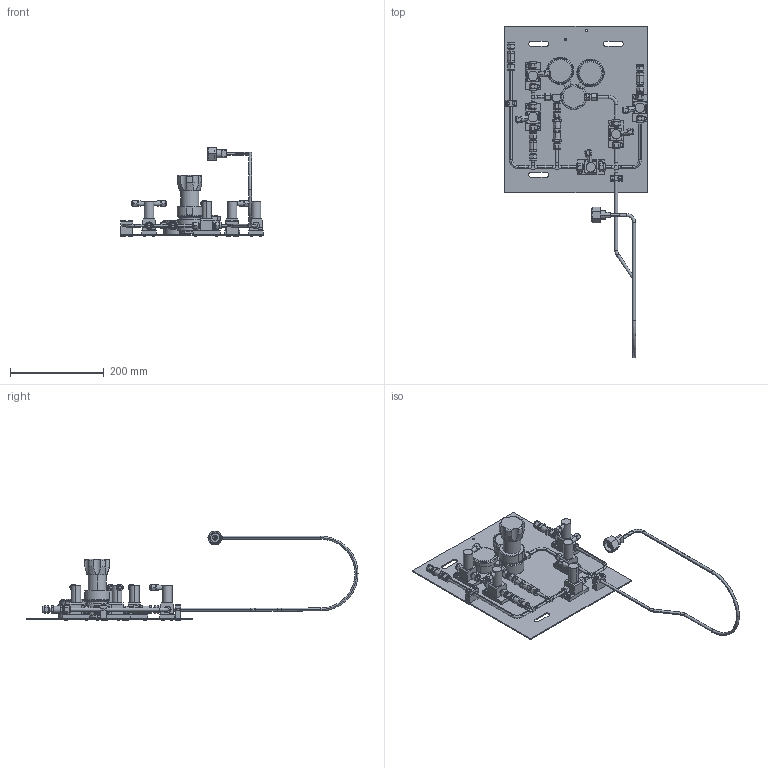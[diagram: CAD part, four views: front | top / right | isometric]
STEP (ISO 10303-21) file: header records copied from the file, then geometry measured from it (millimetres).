
FILE_DESCRIPTION((''),'2;1');
FILE_NAME('MPAN-5500-660-0_ASM','2020-11-03T15:57:13',('CRosado'),('MATHESON TRI-GAS'),'CREO PARAMETRIC BY PTC INC, 2018260','CREO PARAMETRIC BY PTC INC, 2018260','');
FILE_SCHEMA(('CONFIG_CONTROL_DESIGN'));
Length unit declared in the file: inch
Products named in the file (47): MPLA-1061-UE; MSPA-0031-AB; MVLV-0792-SA; MVLV-0792-HANDLE; MVLV-0792-PORT; MVLV-0792-SA_AF0_ASM; MVLV-0792-SA_AF1_ASM; MVLV-0792-SA_AF2_ASM; MVLV-0907-SA; MTEE-0077-SA; SOLID1-21; MREG-5405-SA_A_ASM; MREG-5405-1; MREG-5405-HANDLE; MREG-5405-SA_ASM; MGAG-0002-SA; MGAG-0083-SA; MBLO-0117-AB; MCON-0070-SA; MSCR-0169-SZ; MPAN-5310-350_TUBE9; MTEE-0206-SA; MMOD-4824-SA_C0001; MMOD-4824-SA_C0002; MMOD-4824-SA_C0003; MMOD-4824-SA_C0004; MMOD-4824-SA_C0005; MMOD-4824-SA_ASM; MVLV-0792-SA_AF3_ASM; MVLV-0405-SA; MVLV-0792-SA_AF4_ASM; MMOD-4826-SA0001; MMOD-4826-SA0002; MMOD-4826-SA0003; MMOD-4826-SA_ASM; MCRO-0031-SA; MGPT-1300-6600001; MGPT-1300-6600002; MGPT-1300-6600003; MGPT-1300-6600004 ...
Assembly tree (89 placements, depth 4):
  MPAN-5500-660-0_ASM
    MPLA-1061-UE
    MSPA-0031-AB  x5
    MVLV-0792-SA_AF0_ASM
      MVLV-0792-SA
      MVLV-0792-HANDLE
      MVLV-0792-PORT  x2
    MVLV-0792-SA_AF1_ASM
      MVLV-0792-SA
      MVLV-0792-HANDLE
      MVLV-0792-PORT  x2
    MVLV-0792-SA_AF2_ASM
      MVLV-0792-SA
      MVLV-0792-HANDLE
      MVLV-0792-PORT  x2
    MVLV-0907-SA
    MTEE-0077-SA
    MREG-5405-SA_ASM
      MREG-5405-SA_A_ASM
        SOLID1-21
      MREG-5405-1
      MREG-5405-HANDLE
    MGAG-0002-SA
    MGAG-0083-SA
    MBLO-0117-AB  x2
    MCON-0070-SA
    MSCR-0169-SZ  x18
    MPAN-5310-350_TUBE9
    MMOD-4824-SA_ASM
      MTEE-0206-SA  x2
      MMOD-4824-SA_C0001
      MMOD-4824-SA_C0002
      MMOD-4824-SA_C0003
      MMOD-4824-SA_C0004
      MMOD-4824-SA_C0005
    MVLV-0792-SA_AF3_ASM
      MVLV-0792-SA
      MVLV-0792-HANDLE
      MVLV-0792-PORT  x2
    MVLV-0405-SA  x3
    MVLV-0792-SA_AF4_ASM
      MVLV-0792-SA
      MVLV-0792-HANDLE
      MVLV-0792-PORT  x2
    MMOD-4826-SA_ASM
      MTEE-0206-SA
      MMOD-4826-SA0001
      MMOD-4826-SA0002
      MMOD-4826-SA0003
    MPGT-1300-600_ASM
      MCRO-0031-SA
      MGPT-1300-6600001
      MGPT-1300-6600002
      MGPT-1300-6600003
      MGPT-1300-6600004
      MCNN-0437-SA_ASM
        MCNN-0437-SA
        MNUT-0221-SA
    MPAN-5500-660_A0001
    MPAN-5500-660_A0002
Bounding box: 304.8 x 708.53 x 192.03 mm (x, y, z)
Volume: 981793 mm3; surface area: 480993.9 mm2
Topology: 80 solids, 96 shells, 2433 faces, 5531 edges, 3411 vertices
Faces by surface type: cylinder 763, plane 744, cone 705, torus 140, sphere 41, bspline 40
Entity records: 39095 total; most frequent: CARTESIAN_POINT 8708, DIRECTION 6798, ORIENTED_EDGE 5690, EDGE_CURVE 2873, AXIS2_PLACEMENT_3D 2858, VERTEX_POINT 1765, EDGE_LOOP 1440, CIRCLE 1432
